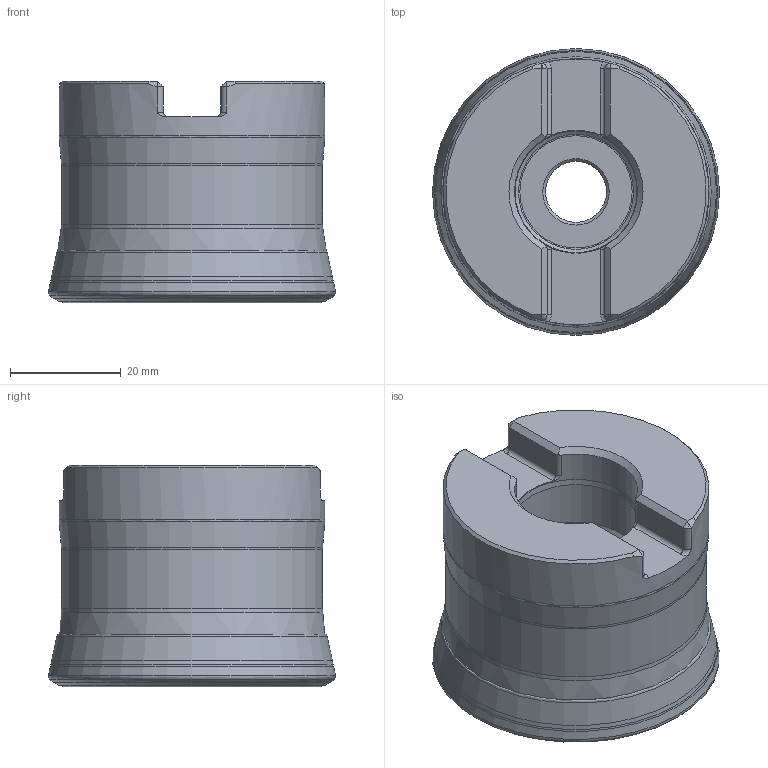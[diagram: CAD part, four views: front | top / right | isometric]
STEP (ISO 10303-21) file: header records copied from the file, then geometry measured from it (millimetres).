
FILE_DESCRIPTION(/* description */ (''),/* implementation_level */ '2;1');
FILE_NAME(/* name */ '52A07R_SMOBN10_C_203904820ndi000_00_SIM.stp',/* time_stamp */ '2021-12-22T09:52:22+01:00',/* author */ (''),/* organization */ (''),/* preprocessor_version */ 'ST-DEVELOPER v16.7',/* originating_system */ 'SIEMENS PLM Software NX 12.0',/* authorisation */ '');
FILE_SCHEMA (('AUTOMOTIVE_DESIGN { 1 0 10303 214 3 1 1 1 }'));
Length unit declared in the file: millimetre
Products named in the file (1): fo343960DD1Di9ak
Bounding box: 51.84 x 51.8 x 40 mm (x, y, z)
Volume: 63455.7 mm3; surface area: 15608.9 mm2
Topology: 2 solids, 2 shells, 116 faces, 268 edges, 151 vertices
Faces by surface type: revolution 34, cylinder 24, torus 20, plane 19, cone 19
Full cylindrical faces by diameter (mm): 11 x1, 18.1 x1, 22.006 x1, 22.2 x1, 47.137 x1, 48 x1
Entity records: 3232 total; most frequent: CARTESIAN_POINT 892, DIRECTION 478, ORIENTED_EDGE 382, AXIS2_PLACEMENT_3D 198, EDGE_CURVE 191, EDGE_LOOP 182, VERTEX_POINT 141, FACE_BOUND 132
